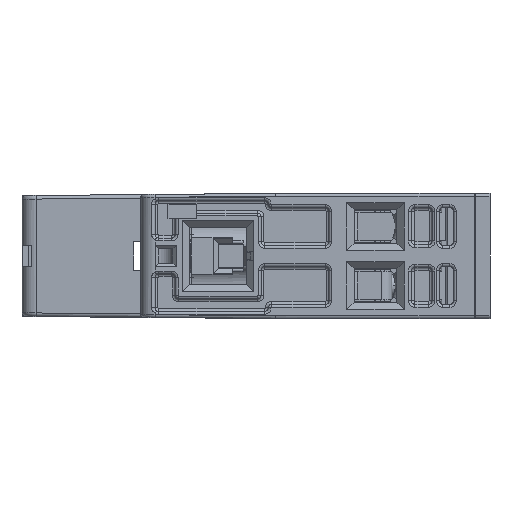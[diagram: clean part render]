
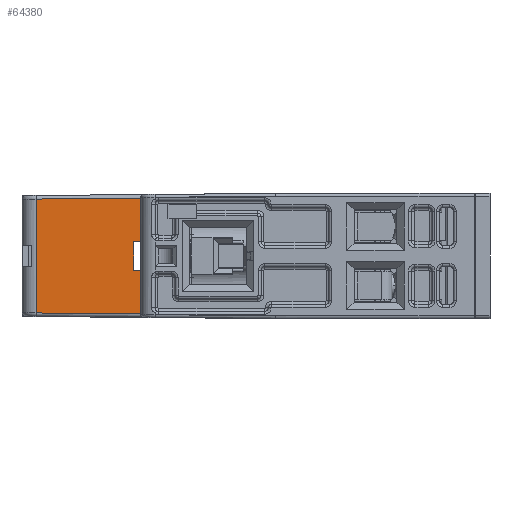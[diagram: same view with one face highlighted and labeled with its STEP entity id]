
A CAD part, left-side view. The second image highlights one B-rep face of the part: STEP entity #64380.
In plain terms, the highlighted planar face has unit normal (-1, 0.009, 0).
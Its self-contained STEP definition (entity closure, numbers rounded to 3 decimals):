
#49227=DIRECTION('',(0.009,1.,0.));
#49228=VECTOR('',#49227,1.);
#49229=CARTESIAN_POINT('',(-22.45,-16.1,-2.));
#49230=LINE('',#49229,#49228);
#49345=DIRECTION('',(0.,0.,1.));
#49346=VECTOR('',#49345,6.086);
#49347=CARTESIAN_POINT('',(-22.45,-16.1,2.));
#49348=LINE('',#49347,#49346);
#49349=DIRECTION('',(0.,0.,1.));
#49350=VECTOR('',#49349,6.086);
#49351=CARTESIAN_POINT('',(-22.45,-16.1,-8.086));
#49352=LINE('',#49351,#49350);
#49387=DIRECTION('',(0.,0.,-1.));
#49388=VECTOR('',#49387,4.);
#49389=CARTESIAN_POINT('',(-22.441,-15.1,2.));
#49390=LINE('',#49389,#49388);
#49391=DIRECTION('',(0.009,1.,0.009));
#49392=VECTOR('',#49391,14.623);
#49393=CARTESIAN_POINT('',(-22.45,-16.1,-8.086));
#49394=LINE('',#49393,#49392);
#49395=DIRECTION('',(-0.009,-1.,0.009));
#49396=VECTOR('',#49395,14.623);
#49397=CARTESIAN_POINT('',(-22.322,-1.478,
7.958));
#49398=LINE('',#49397,#49396);
#49399=DIRECTION('',(0.009,1.,0.));
#49400=VECTOR('',#49399,1.);
#49401=CARTESIAN_POINT('',(-22.45,-16.1,2.));
#49402=LINE('',#49401,#49400);
#49427=DIRECTION('',(0.,0.,-1.));
#49428=VECTOR('',#49427,15.917);
#49429=CARTESIAN_POINT('',(-22.322,-1.478,
7.958));
#49430=LINE('',#49429,#49428);
#58682=CARTESIAN_POINT('',(-22.322,-1.478,
-7.958));
#58683=VERTEX_POINT('',#58682);
#58684=CARTESIAN_POINT('',(-22.45,-16.1,-8.086));
#58685=VERTEX_POINT('',#58684);
#59258=CARTESIAN_POINT('',(-22.441,-15.1,-2.));
#59259=VERTEX_POINT('',#59258);
#59260=CARTESIAN_POINT('',(-22.441,-15.1,2.));
#59261=VERTEX_POINT('',#59260);
#59264=CARTESIAN_POINT('',(-22.45,-16.1,-2.));
#59265=VERTEX_POINT('',#59264);
#59331=CARTESIAN_POINT('',(-22.45,-16.1,2.));
#59332=CARTESIAN_POINT('',(-22.45,-16.1,8.086));
#59333=VERTEX_POINT('',#59331);
#59334=VERTEX_POINT('',#59332);
#59360=CARTESIAN_POINT('',(-22.322,-1.478,
7.958));
#59361=VERTEX_POINT('',#59360);
#64362=CARTESIAN_POINT('',(-22.45,-16.1,-8.858));
#64363=DIRECTION('',(-1.,0.009,0.));
#64364=DIRECTION('',(0.,0.,1.));
#64365=AXIS2_PLACEMENT_3D('',#64362,#64363,#64364);
#64366=PLANE('',#64365);
#64367=ORIENTED_EDGE('',*,*,#64127,.T.);
#64368=ORIENTED_EDGE('',*,*,#64150,.F.);
#64369=ORIENTED_EDGE('',*,*,#64310,.F.);
#64370=ORIENTED_EDGE('',*,*,#61778,.T.);
#64372=ORIENTED_EDGE('',*,*,#64371,.F.);
#64374=ORIENTED_EDGE('',*,*,#64373,.T.);
#64375=ORIENTED_EDGE('',*,*,#64300,.F.);
#64377=ORIENTED_EDGE('',*,*,#64376,.T.);
#64378=EDGE_LOOP('',(#64367,#64368,#64369,#64370,#64372,#64374,#64375,#64377));
#64379=FACE_OUTER_BOUND('',#64378,.F.);
#61778=EDGE_CURVE('',#58685,#58683,#49394,.T.);
#64127=EDGE_CURVE('',#59261,#59259,#49390,.T.);
#64150=EDGE_CURVE('',#59265,#59259,#49230,.T.);
#64300=EDGE_CURVE('',#59333,#59334,#49348,.T.);
#64310=EDGE_CURVE('',#58685,#59265,#49352,.T.);
#64371=EDGE_CURVE('',#59361,#58683,#49430,.T.);
#64373=EDGE_CURVE('',#59361,#59334,#49398,.T.);
#64376=EDGE_CURVE('',#59333,#59261,#49402,.T.);
#64380=ADVANCED_FACE('',(#64379),#64366,.T.);
